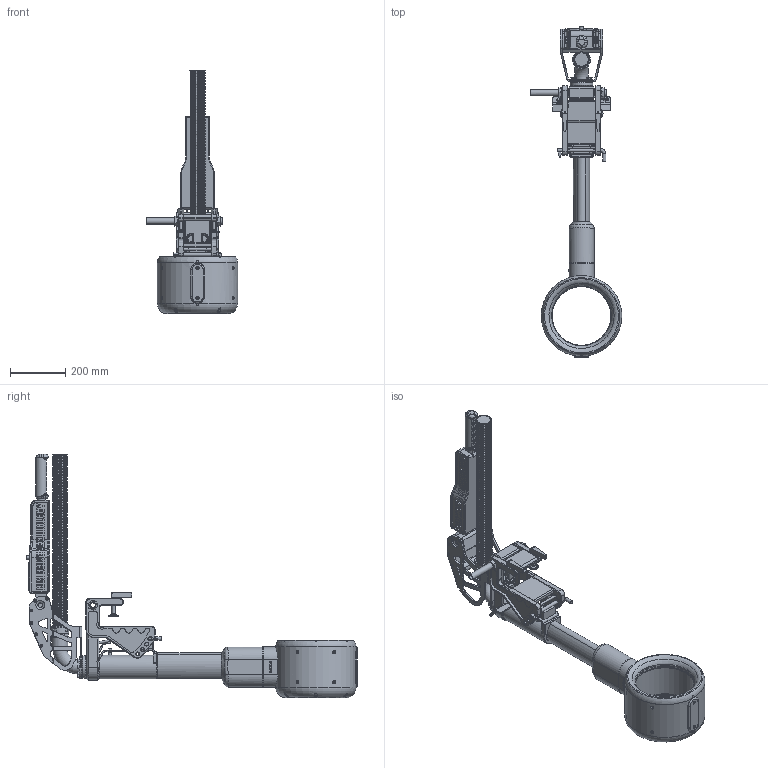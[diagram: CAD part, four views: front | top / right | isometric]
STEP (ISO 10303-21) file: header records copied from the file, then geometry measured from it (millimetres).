
FILE_DESCRIPTION (( 'STEP AP214' ), '1' );
FILE_NAME ('P-104-250-rev-A-212-Pro.STEP', '2025-11-05T10:22:16', ( '' ), ( '' ), 'SwSTEP 2.0', 'SolidWorks 2024', '' );
FILE_SCHEMA (( 'AUTOMOTIVE_DESIGN' ));
Length unit declared in the file: millimetre
Products named in the file (1): P-104-250-rev-A-212-Pro
Bounding box: 330 x 1193.7 x 878.1 mm (x, y, z)
Volume: 18311475.8 mm3; surface area: 1516203.4 mm2
Topology: 1 solids, 5 shells, 3787 faces, 9273 edges, 5726 vertices
Faces by surface type: plane 1766, cylinder 747, bspline 648, torus 353, cone 271, sphere 2
Full cylindrical faces by diameter (mm): 4.2 x8, 5 x7, 5.3 x2, 5.7 x4, 6 x4, 6.95 x2, 8 x2, 8.1 x3, 9 x1, 9.64 x14, 10 x4, 12 x8, 13 x14, 14 x1, 16 x2, 17 x1, 22.5 x2, 25 x2, 32 x2, 35 x2, 40 x1, 48 x62, 54.5 x63, 58 x2, 63.5 x2, 80 x1, 82 x1, 85 x1, 212 x2, 213 x3
Entity records: 171099 total; most frequent: CARTESIAN_POINT 53041, ORIENTED_EDGE 16948, DIRECTION 14796, EDGE_CURVE 8474, VERTEX_POINT 5594, AXIS2_PLACEMENT_3D 5236, EDGE_LOOP 4812, VECTOR 4324
